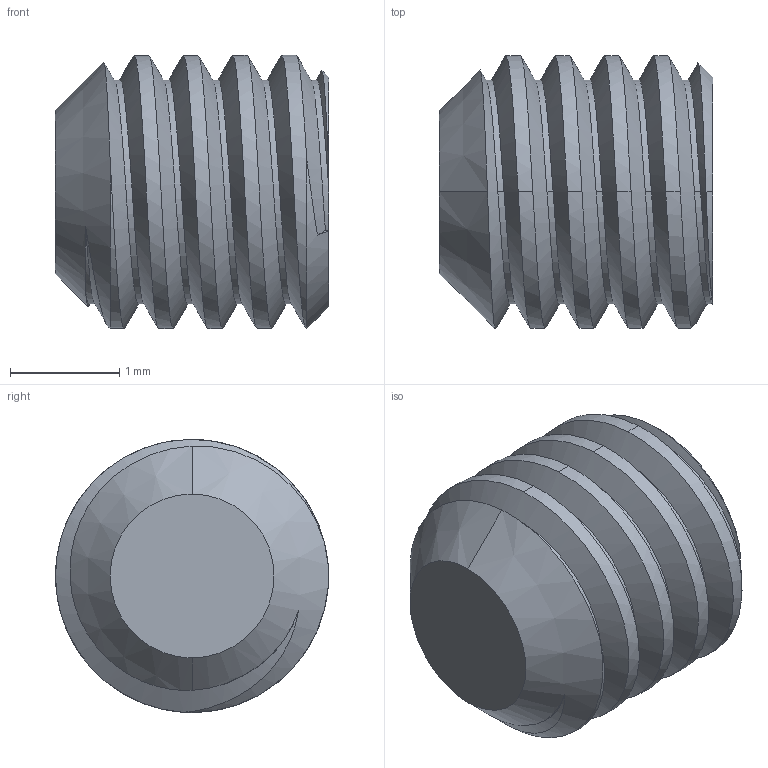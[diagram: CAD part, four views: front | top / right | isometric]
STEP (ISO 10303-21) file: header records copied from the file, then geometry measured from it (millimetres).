
FILE_DESCRIPTION (( 'STEP AP203' ), '1' );
FILE_NAME ('Stopper Screw_Default_sldprt.STEP', '2022-12-13T23:46:58', ( '' ), ( '' ), 'SwSTEP 2.0', 'SolidWorks 2022', '' );
FILE_SCHEMA (( 'CONFIG_CONTROL_DESIGN' ));
Length unit declared in the file: millimetre
Products named in the file (1): Stopper Screw_Default_sldprt
Bounding box: 2.5 x 2.5 x 2.5 mm (x, y, z)
Volume: 8 mm3; surface area: 37.4 mm2
Topology: 1 solids, 1 shells, 57 faces, 146 edges, 90 vertices
Faces by surface type: cylinder 33, plane 10, cone 6, sphere 6, bspline 2
Entity records: 2245 total; most frequent: CARTESIAN_POINT 931, ORIENTED_EDGE 284, DIRECTION 240, EDGE_CURVE 142, AXIS2_PLACEMENT_3D 91, VERTEX_POINT 88, LINE 58, EDGE_LOOP 58
